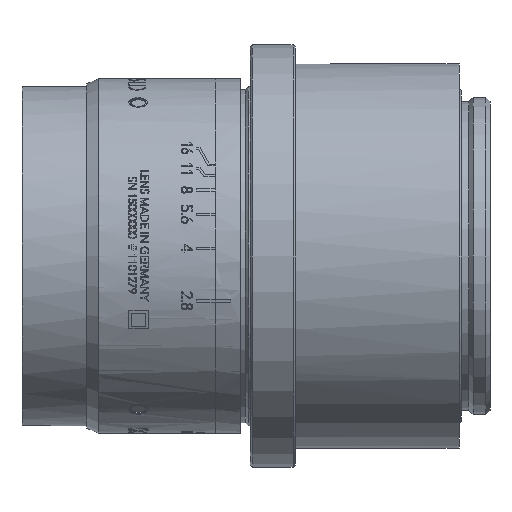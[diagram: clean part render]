
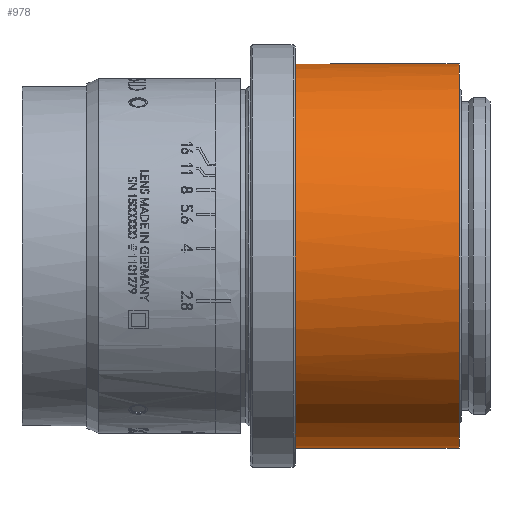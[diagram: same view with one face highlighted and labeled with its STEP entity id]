
A CAD part, front view. The second image highlights one B-rep face of the part: STEP entity #978.
In plain terms, the highlighted cylindrical face has radius 25.5 mm (diameter 51 mm), a full revolution.
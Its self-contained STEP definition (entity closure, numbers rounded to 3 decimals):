
#978=ADVANCED_FACE('',(#2284,#2285),#1276,.T.);
#1276=CYLINDRICAL_SURFACE('',#10452,25.5);
#1417=CIRCLE('',#10440,25.5);
#1418=CIRCLE('',#10442,25.5);
#1419=CIRCLE('',#10443,25.5);
#1420=CIRCLE('',#10444,25.5);
#1421=CIRCLE('',#10445,25.5);
#1422=CIRCLE('',#10446,25.5);
#1423=CIRCLE('',#10447,25.5);
#1424=CIRCLE('',#10448,25.5);
#1425=CIRCLE('',#10449,25.5);
#1426=CIRCLE('',#10450,25.5);
#1427=CIRCLE('',#10451,25.5);
#2284=FACE_BOUND('',#2910,.T.);
#2285=FACE_BOUND('',#2911,.T.);
#2910=EDGE_LOOP('',(#5657,#5658,#5659,#5660,#5661,#5662,#5663,#5664,#5665,
#5666));
#2911=EDGE_LOOP('',(#5667));
#5657=ORIENTED_EDGE('',*,*,#8736,.T.);
#5658=ORIENTED_EDGE('',*,*,#8737,.T.);
#5659=ORIENTED_EDGE('',*,*,#8738,.T.);
#5660=ORIENTED_EDGE('',*,*,#8739,.T.);
#5661=ORIENTED_EDGE('',*,*,#8740,.T.);
#5662=ORIENTED_EDGE('',*,*,#8741,.T.);
#5663=ORIENTED_EDGE('',*,*,#8742,.T.);
#5664=ORIENTED_EDGE('',*,*,#8743,.T.);
#5665=ORIENTED_EDGE('',*,*,#8744,.T.);
#5666=ORIENTED_EDGE('',*,*,#8745,.T.);
#5667=ORIENTED_EDGE('',*,*,#8735,.F.);
#7277=VERTEX_POINT('',#20089);
#7278=VERTEX_POINT('',#20092);
#7279=VERTEX_POINT('',#20093);
#7280=VERTEX_POINT('',#20095);
#7281=VERTEX_POINT('',#20097);
#7282=VERTEX_POINT('',#20099);
#7283=VERTEX_POINT('',#20101);
#7284=VERTEX_POINT('',#20103);
#7285=VERTEX_POINT('',#20105);
#7286=VERTEX_POINT('',#20107);
#7287=VERTEX_POINT('',#20109);
#8735=EDGE_CURVE('',#7277,#7277,#1417,.T.);
#8736=EDGE_CURVE('',#7278,#7279,#1418,.T.);
#8737=EDGE_CURVE('',#7279,#7280,#1419,.T.);
#8738=EDGE_CURVE('',#7280,#7281,#1420,.T.);
#8739=EDGE_CURVE('',#7281,#7282,#1421,.T.);
#8740=EDGE_CURVE('',#7282,#7283,#1422,.T.);
#8741=EDGE_CURVE('',#7283,#7284,#1423,.T.);
#8742=EDGE_CURVE('',#7284,#7285,#1424,.T.);
#8743=EDGE_CURVE('',#7285,#7286,#1425,.T.);
#8744=EDGE_CURVE('',#7286,#7287,#1426,.T.);
#8745=EDGE_CURVE('',#7287,#7278,#1427,.T.);
#10440=AXIS2_PLACEMENT_3D('',#20088,#11671,#11672);
#10442=AXIS2_PLACEMENT_3D('',#20091,#11675,#11676);
#10443=AXIS2_PLACEMENT_3D('',#20094,#11677,#11678);
#10444=AXIS2_PLACEMENT_3D('',#20096,#11679,#11680);
#10445=AXIS2_PLACEMENT_3D('',#20098,#11681,#11682);
#10446=AXIS2_PLACEMENT_3D('',#20100,#11683,#11684);
#10447=AXIS2_PLACEMENT_3D('',#20102,#11685,#11686);
#10448=AXIS2_PLACEMENT_3D('',#20104,#11687,#11688);
#10449=AXIS2_PLACEMENT_3D('',#20106,#11689,#11690);
#10450=AXIS2_PLACEMENT_3D('',#20108,#11691,#11692);
#10451=AXIS2_PLACEMENT_3D('',#20110,#11693,#11694);
#10452=AXIS2_PLACEMENT_3D('',#20111,#11695,#11696);
#11671=DIRECTION('',(1.,0.,0.));
#11672=DIRECTION('',(0.,0.,-1.));
#11675=DIRECTION('',(1.,0.,0.));
#11676=DIRECTION('',(0.,0.,-1.));
#11677=DIRECTION('',(1.,0.,0.));
#11678=DIRECTION('',(0.,0.,-1.));
#11679=DIRECTION('',(1.,0.,0.));
#11680=DIRECTION('',(0.,0.,-1.));
#11681=DIRECTION('',(1.,0.,0.));
#11682=DIRECTION('',(0.,0.,-1.));
#11683=DIRECTION('',(1.,0.,0.));
#11684=DIRECTION('',(0.,0.,-1.));
#11685=DIRECTION('',(1.,0.,0.));
#11686=DIRECTION('',(0.,0.,-1.));
#11687=DIRECTION('',(1.,0.,0.));
#11688=DIRECTION('',(0.,0.,-1.));
#11689=DIRECTION('',(1.,0.,0.));
#11690=DIRECTION('',(0.,0.,-1.));
#11691=DIRECTION('',(1.,0.,0.));
#11692=DIRECTION('',(0.,0.,-1.));
#11693=DIRECTION('',(1.,0.,0.));
#11694=DIRECTION('',(0.,0.,-1.));
#11695=DIRECTION('',(1.,0.,0.));
#11696=DIRECTION('',(0.,0.,-1.));
#20088=CARTESIAN_POINT('',(-20.3,0.,0.));
#20089=CARTESIAN_POINT('',(-20.3,0.,-25.5));
#20091=CARTESIAN_POINT('',(-42.,0.,0.));
#20092=CARTESIAN_POINT('',(-42.,5.895,-24.809));
#20093=CARTESIAN_POINT('',(-42.,9.813,-23.536));
#20094=CARTESIAN_POINT('',(-42.,0.,0.));
#20095=CARTESIAN_POINT('',(-42.,25.489,-0.75));
#20096=CARTESIAN_POINT('',(-42.,0.,0.));
#20097=CARTESIAN_POINT('',(-42.,25.489,0.75));
#20098=CARTESIAN_POINT('',(-42.,0.,0.));
#20099=CARTESIAN_POINT('',(-42.,9.813,23.536));
#20100=CARTESIAN_POINT('',(-42.,0.,0.));
#20101=CARTESIAN_POINT('',(-42.,5.895,24.809));
#20102=CARTESIAN_POINT('',(-42.,0.,0.));
#20103=CARTESIAN_POINT('',(-42.,-19.352,16.606));
#20104=CARTESIAN_POINT('',(-42.,0.,0.));
#20105=CARTESIAN_POINT('',(-42.,-21.773,13.273));
#20106=CARTESIAN_POINT('',(-42.,0.,0.));
#20107=CARTESIAN_POINT('',(-42.,-21.773,-13.273));
#20108=CARTESIAN_POINT('',(-42.,0.,0.));
#20109=CARTESIAN_POINT('',(-42.,-19.352,-16.606));
#20110=CARTESIAN_POINT('',(-42.,0.,0.));
#20111=CARTESIAN_POINT('',(-2.48,0.,0.));
